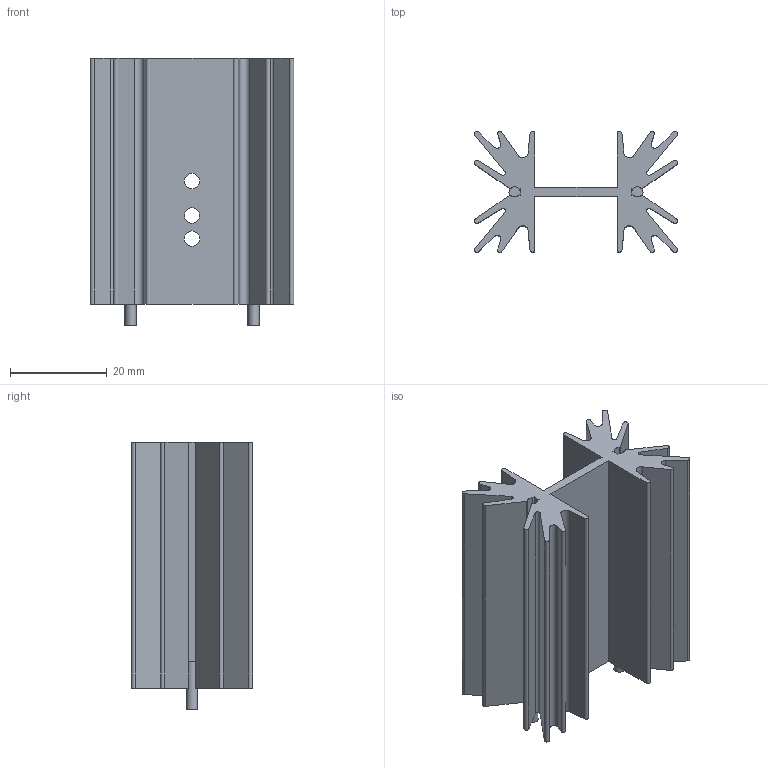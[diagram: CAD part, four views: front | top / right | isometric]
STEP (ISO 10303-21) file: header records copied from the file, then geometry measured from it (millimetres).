
FILE_DESCRIPTION(/* description */ (''),/* implementation_level */ '2;1');
FILE_NAME(/* name */ 'HSINK_FISCHER_SK 129 50,8 STS_v.stp',/* time_stamp */ '2017-03-06T13:09:33+01:00',/* author */ ('riccim'),/* organization */ ('SolidWorks'),/* preprocessor_version */ 'ST-DEVELOPER v15.5',/* originating_system */ 'AutoCAD Mechanical',/* authorisation */ ' ');
FILE_SCHEMA (('AUTOMOTIVE_DESIGN { 1 0 10303 214 3 1 1 }'));
Length unit declared in the file: millimetre
Products named in the file (1): Product
Bounding box: 42 x 25 x 55.3 mm (x, y, z)
Volume: 18217.9 mm3; surface area: 16185.6 mm2
Topology: 3 solids, 3 shells, 87 faces, 243 edges, 162 vertices
Faces by surface type: plane 46, cylinder 41
Full cylindrical faces by diameter (mm): 2.3 x2, 3.2 x3
Entity records: 2843 total; most frequent: DIRECTION 496, CARTESIAN_POINT 488, ORIENTED_EDGE 476, EDGE_CURVE 238, AXIS2_PLACEMENT_3D 170, VERTEX_POINT 162, LINE 156, VECTOR 156
